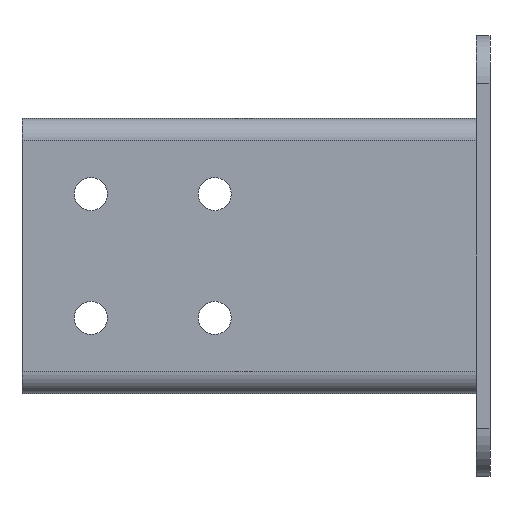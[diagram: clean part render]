
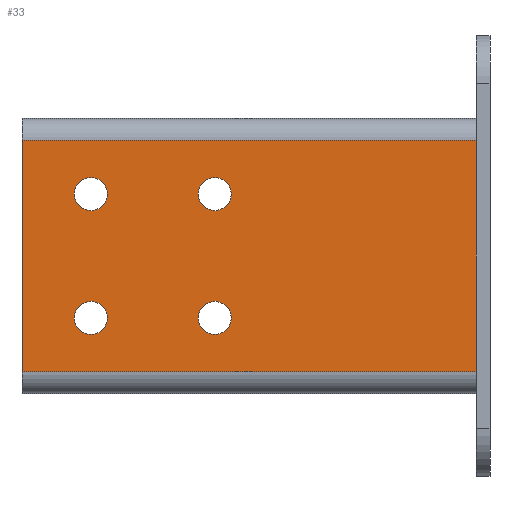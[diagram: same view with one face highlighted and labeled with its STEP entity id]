
A CAD part, left-side view. The second image highlights one B-rep face of the part: STEP entity #33.
In plain terms, the highlighted planar face has unit normal (-1, 0, 0).
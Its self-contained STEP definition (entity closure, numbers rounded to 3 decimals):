
#1 = EDGE_LOOP ( 'NONE', ( #21, #28 ) ) ;
#3 = EDGE_CURVE ( 'NONE', #142, #194, #476, .T. ) ;
#5 = EDGE_LOOP ( 'NONE', ( #43, #42 ) ) ;
#9 = ORIENTED_EDGE ( 'NONE', *, *, #2397, .F. ) ;
#13 = ORIENTED_EDGE ( 'NONE', *, *, #137, .F. ) ;
#16 = EDGE_CURVE ( 'NONE', #124, #128, #463, .T. ) ;
#17 = EDGE_LOOP ( 'NONE', ( #9, #48 ) ) ;
#19 = EDGE_LOOP ( 'NONE', ( #13, #31 ) ) ;
#20 = EDGE_CURVE ( 'NONE', #58, #2555, #466, .T. ) ;
#21 = ORIENTED_EDGE ( 'NONE', *, *, #2388, .F. ) ;
#24 = EDGE_LOOP ( 'NONE', ( #25, #29, #44, #27 ) ) ;
#25 = ORIENTED_EDGE ( 'NONE', *, *, #2523, .T. ) ;
#27 = ORIENTED_EDGE ( 'NONE', *, *, #3, .T. ) ;
#28 = ORIENTED_EDGE ( 'NONE', *, *, #2558, .F. ) ;
#29 = ORIENTED_EDGE ( 'NONE', *, *, #46, .F. ) ;
#31 = ORIENTED_EDGE ( 'NONE', *, *, #16, .F. ) ;
#32 = EDGE_CURVE ( 'NONE', #2410, #2394, #509, .T. ) ;
#33 = ADVANCED_FACE ( 'NONE', ( #503, #497, #519, #496, #490 ), #518, .F. ) ;
#42 = ORIENTED_EDGE ( 'NONE', *, *, #20, .F. ) ;
#43 = ORIENTED_EDGE ( 'NONE', *, *, #59, .F. ) ;
#44 = ORIENTED_EDGE ( 'NONE', *, *, #139, .F. ) ;
#46 = EDGE_CURVE ( 'NONE', #136, #214, #540, .T. ) ;
#48 = ORIENTED_EDGE ( 'NONE', *, *, #32, .F. ) ;
#58 = VERTEX_POINT ( 'NONE', #568 ) ;
#59 = EDGE_CURVE ( 'NONE', #2555, #58, #565, .T. ) ;
#124 = VERTEX_POINT ( 'NONE', #656 ) ;
#128 = VERTEX_POINT ( 'NONE', #716 ) ;
#136 = VERTEX_POINT ( 'NONE', #717 ) ;
#137 = EDGE_CURVE ( 'NONE', #128, #124, #657, .T. ) ;
#139 = EDGE_CURVE ( 'NONE', #142, #136, #692, .T. ) ;
#142 = VERTEX_POINT ( 'NONE', #688 ) ;
#194 = VERTEX_POINT ( 'NONE', #838 ) ;
#214 = VERTEX_POINT ( 'NONE', #868 ) ;
#463 = CIRCLE ( 'NONE', #520, 6. ) ;
#466 = CIRCLE ( 'NONE', #512, 6. ) ;
#474 = DIRECTION ( 'NONE',  ( 0., -1., 0. ) ) ;
#475 = VECTOR ( 'NONE', #474, 1000. ) ;
#476 = LINE ( 'NONE', #480, #475 ) ;
#480 = CARTESIAN_POINT ( 'NONE',  ( -50., 170., -42. ) ) ;
#490 = FACE_OUTER_BOUND ( 'NONE', #24, .T. ) ;
#491 = DIRECTION ( 'NONE',  ( 0., 0., -1. ) ) ;
#492 = DIRECTION ( 'NONE',  ( -1., 0., 0. ) ) ;
#493 = CARTESIAN_POINT ( 'NONE',  ( -50., 145., -22.5 ) ) ;
#494 = DIRECTION ( 'NONE',  ( 1., 0., 0. ) ) ;
#495 = CARTESIAN_POINT ( 'NONE',  ( -50., 170., 42. ) ) ;
#496 = FACE_BOUND ( 'NONE', #5, .T. ) ;
#497 = FACE_BOUND ( 'NONE', #19, .T. ) ;
#498 = AXIS2_PLACEMENT_3D ( 'NONE', #495, #494, #554 ) ;
#499 = AXIS2_PLACEMENT_3D ( 'NONE', #493, #492, #491 ) ;
#503 = FACE_BOUND ( 'NONE', #1, .T. ) ;
#507 = DIRECTION ( 'NONE',  ( 0., 0., -1. ) ) ;
#508 = DIRECTION ( 'NONE',  ( -1., 0., 0. ) ) ;
#509 = CIRCLE ( 'NONE', #499, 6. ) ;
#512 = AXIS2_PLACEMENT_3D ( 'NONE', #516, #508, #507 ) ;
#513 = DIRECTION ( 'NONE',  ( 0., 0., -1. ) ) ;
#514 = DIRECTION ( 'NONE',  ( -1., 0., 0. ) ) ;
#515 = CARTESIAN_POINT ( 'NONE',  ( -50., 100., 22.5 ) ) ;
#516 = CARTESIAN_POINT ( 'NONE',  ( -50., 145., 22.5 ) ) ;
#518 = PLANE ( 'NONE',  #498 ) ;
#519 = FACE_BOUND ( 'NONE', #17, .T. ) ;
#520 = AXIS2_PLACEMENT_3D ( 'NONE', #515, #514, #513 ) ;
#531 = DIRECTION ( 'NONE',  ( 0., -1., 0. ) ) ;
#538 = VECTOR ( 'NONE', #531, 1000. ) ;
#539 = CARTESIAN_POINT ( 'NONE',  ( -50., 170., 42. ) ) ;
#540 = LINE ( 'NONE', #539, #538 ) ;
#554 = DIRECTION ( 'NONE',  ( 0., 0., -1. ) ) ;
#557 = DIRECTION ( 'NONE',  ( 0., 0., -1. ) ) ;
#558 = DIRECTION ( 'NONE',  ( -1., 0., 0. ) ) ;
#565 = CIRCLE ( 'NONE', #566, 6. ) ;
#566 = AXIS2_PLACEMENT_3D ( 'NONE', #574, #558, #557 ) ;
#568 = CARTESIAN_POINT ( 'NONE',  ( -50., 145., 28.5 ) ) ;
#574 = CARTESIAN_POINT ( 'NONE',  ( -50., 145., 22.5 ) ) ;
#656 = CARTESIAN_POINT ( 'NONE',  ( -50., 100., 28.5 ) ) ;
#657 = CIRCLE ( 'NONE', #700, 6. ) ;
#688 = CARTESIAN_POINT ( 'NONE',  ( -50., 170., -42. ) ) ;
#690 = DIRECTION ( 'NONE',  ( 0., 0., 1. ) ) ;
#691 = VECTOR ( 'NONE', #690, 1000. ) ;
#692 = LINE ( 'NONE', #708, #691 ) ;
#697 = DIRECTION ( 'NONE',  ( 0., 0., -1. ) ) ;
#698 = DIRECTION ( 'NONE',  ( -1., 0., 0. ) ) ;
#699 = CARTESIAN_POINT ( 'NONE',  ( -50., 100., 22.5 ) ) ;
#700 = AXIS2_PLACEMENT_3D ( 'NONE', #699, #698, #697 ) ;
#708 = CARTESIAN_POINT ( 'NONE',  ( -50., 170., 42. ) ) ;
#716 = CARTESIAN_POINT ( 'NONE',  ( -50., 100., 16.5 ) ) ;
#717 = CARTESIAN_POINT ( 'NONE',  ( -50., 170., 42. ) ) ;
#838 = CARTESIAN_POINT ( 'NONE',  ( -50., 0., -42. ) ) ;
#868 = CARTESIAN_POINT ( 'NONE',  ( -50., 0., 42. ) ) ;
#1753 = CIRCLE ( 'NONE', #1805, 6. ) ;
#1762 = CARTESIAN_POINT ( 'NONE',  ( -50., 100., -16.5 ) ) ;
#1766 = DIRECTION ( 'NONE',  ( -1., 0., 0. ) ) ;
#1796 = DIRECTION ( 'NONE',  ( 0., 0., -1. ) ) ;
#1797 = DIRECTION ( 'NONE',  ( -1., 0., 0. ) ) ;
#1798 = CARTESIAN_POINT ( 'NONE',  ( -50., 145., -22.5 ) ) ;
#1799 = AXIS2_PLACEMENT_3D ( 'NONE', #1798, #1797, #1796 ) ;
#1801 = CARTESIAN_POINT ( 'NONE',  ( -50., 145., -28.5 ) ) ;
#1803 = CIRCLE ( 'NONE', #1799, 6. ) ;
#1804 = DIRECTION ( 'NONE',  ( 0., 0., -1. ) ) ;
#1805 = AXIS2_PLACEMENT_3D ( 'NONE', #1812, #1766, #1804 ) ;
#1812 = CARTESIAN_POINT ( 'NONE',  ( -50., 100., -22.5 ) ) ;
#1843 = CARTESIAN_POINT ( 'NONE',  ( -50., 100., -28.5 ) ) ;
#1844 = CARTESIAN_POINT ( 'NONE',  ( -50., 145., -16.5 ) ) ;
#1952 = DIRECTION ( 'NONE',  ( 0., 0., 1. ) ) ;
#1953 = VECTOR ( 'NONE', #1952, 1000. ) ;
#1954 = CARTESIAN_POINT ( 'NONE',  ( -50., 0., 42. ) ) ;
#1957 = LINE ( 'NONE', #1954, #1953 ) ;
#1969 = AXIS2_PLACEMENT_3D ( 'NONE', #1986, #2007, #2006 ) ;
#1974 = CARTESIAN_POINT ( 'NONE',  ( -50., 145., 16.5 ) ) ;
#1982 = CIRCLE ( 'NONE', #1969, 6. ) ;
#1986 = CARTESIAN_POINT ( 'NONE',  ( -50., 100., -22.5 ) ) ;
#2006 = DIRECTION ( 'NONE',  ( 0., 0., -1. ) ) ;
#2007 = DIRECTION ( 'NONE',  ( -1., 0., 0. ) ) ;
#2379 = VERTEX_POINT ( 'NONE', #1762 ) ;
#2388 = EDGE_CURVE ( 'NONE', #2412, #2379, #1753, .T. ) ;
#2394 = VERTEX_POINT ( 'NONE', #1801 ) ;
#2397 = EDGE_CURVE ( 'NONE', #2394, #2410, #1803, .T. ) ;
#2410 = VERTEX_POINT ( 'NONE', #1844 ) ;
#2412 = VERTEX_POINT ( 'NONE', #1843 ) ;
#2523 = EDGE_CURVE ( 'NONE', #194, #214, #1957, .T. ) ;
#2555 = VERTEX_POINT ( 'NONE', #1974 ) ;
#2558 = EDGE_CURVE ( 'NONE', #2379, #2412, #1982, .T. ) ;
